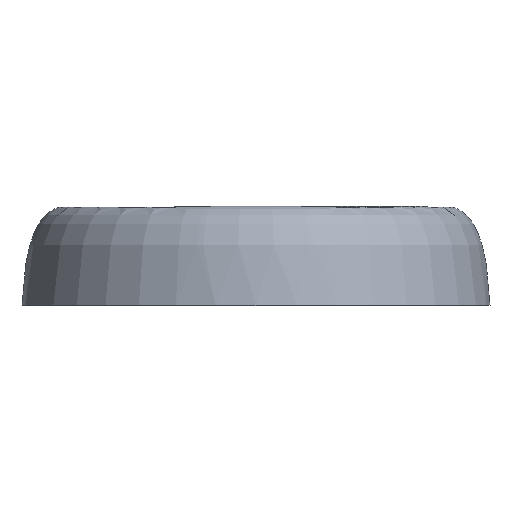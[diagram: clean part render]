
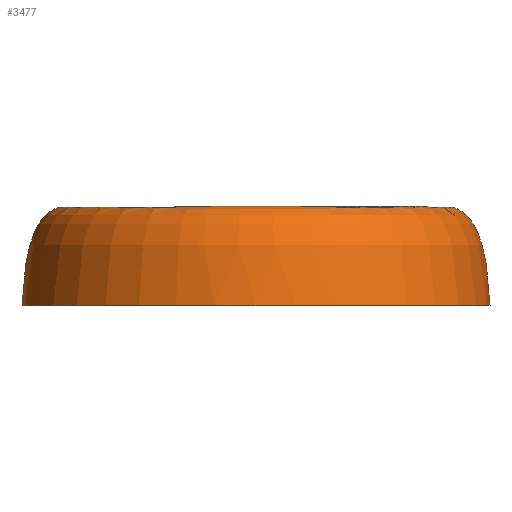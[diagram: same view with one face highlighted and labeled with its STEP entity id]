
A CAD part, top view. The second image highlights one B-rep face of the part: STEP entity #3477.
In plain terms, the highlighted face is a revolution surface.
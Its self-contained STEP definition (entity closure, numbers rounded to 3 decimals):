
#17=CARTESIAN_POINT('',(-30.25,0.,0.));
#18=CARTESIAN_POINT('',(-30.197,1.51,0.));
#19=CARTESIAN_POINT('',(-30.039,3.693,0.));
#20=CARTESIAN_POINT('',(-29.604,6.372,0.));
#21=CARTESIAN_POINT('',(-29.138,8.236,0.));
#22=CARTESIAN_POINT('',(-28.494,9.916,0.));
#23=CARTESIAN_POINT('',(-27.761,11.113,0.));
#24=CARTESIAN_POINT('',(-27.006,11.895,0.));
#25=CARTESIAN_POINT('',(-26.332,12.371,0.));
#26=CARTESIAN_POINT('',(-25.774,12.602,
0.));
#27=CARTESIAN_POINT('',(-25.45,12.684,0.));
#28=CARTESIAN_POINT('',(-25.43,12.689,0.));
#35=CARTESIAN_POINT('',(30.25,0.,0.));
#36=CARTESIAN_POINT('',(30.197,1.51,0.));
#37=CARTESIAN_POINT('',(30.039,3.693,0.));
#38=CARTESIAN_POINT('',(29.604,6.372,0.));
#39=CARTESIAN_POINT('',(29.138,8.236,0.));
#40=CARTESIAN_POINT('',(28.494,9.916,0.));
#41=CARTESIAN_POINT('',(27.761,11.113,0.));
#42=CARTESIAN_POINT('',(27.006,11.895,0.));
#43=CARTESIAN_POINT('',(26.332,12.371,0.));
#44=CARTESIAN_POINT('',(25.774,12.602,0.));
#45=CARTESIAN_POINT('',(25.45,12.684,0.));
#46=CARTESIAN_POINT('',(25.43,12.689,0.));
#58=CARTESIAN_POINT('',(5.703,12.8,23.806));
#59=CARTESIAN_POINT('',(5.731,12.8,23.882));
#60=CARTESIAN_POINT('',(5.802,12.796,24.025));
#61=CARTESIAN_POINT('',(5.962,12.777,24.221));
#62=CARTESIAN_POINT('',(6.158,12.75,24.371));
#63=CARTESIAN_POINT('',(6.37,12.723,24.465));
#64=CARTESIAN_POINT('',(6.577,12.702,24.506));
#65=CARTESIAN_POINT('',(6.767,12.691,24.504));
#66=CARTESIAN_POINT('',(6.877,12.689,24.483));
#67=CARTESIAN_POINT('',(6.928,12.689,24.468));
#69=CARTESIAN_POINT('',(0.,12.689,0.));
#70=DIRECTION('',(0.,1.,0.));
#71=DIRECTION('',(0.272,0.,0.962));
#72=AXIS2_PLACEMENT_3D('',#69,#70,#71);
#74=CARTESIAN_POINT('',(0.,0.,0.));
#75=DIRECTION('',(0.,-1.,0.));
#76=DIRECTION('',(1.,0.,0.));
#77=AXIS2_PLACEMENT_3D('',#74,#75,#76);
#79=CARTESIAN_POINT('',(0.,12.689,0.));
#80=DIRECTION('',(0.,1.,0.));
#81=DIRECTION('',(-1.,0.,0.));
#82=AXIS2_PLACEMENT_3D('',#79,#80,#81);
#84=CARTESIAN_POINT('',(-6.928,12.689,24.468));
#85=CARTESIAN_POINT('',(-6.859,12.689,24.487));
#86=CARTESIAN_POINT('',(-6.72,12.693,24.51));
#87=CARTESIAN_POINT('',(-6.502,12.709,24.498));
#88=CARTESIAN_POINT('',(-6.289,12.733,24.435));
#89=CARTESIAN_POINT('',(-6.098,12.758,24.33));
#90=CARTESIAN_POINT('',(-5.934,12.78,24.19));
#91=CARTESIAN_POINT('',(-5.795,12.796,24.011));
#92=CARTESIAN_POINT('',(-5.73,12.8,23.878));
#93=CARTESIAN_POINT('',(-5.703,12.8,23.806));
#95=CARTESIAN_POINT('',(0.,12.8,0.));
#96=DIRECTION('',(0.,1.,0.));
#97=DIRECTION('',(-0.233,0.,0.972));
#98=AXIS2_PLACEMENT_3D('',#95,#96,#97);
#206=CARTESIAN_POINT('',(5.703,12.8,23.806));
#2861=CARTESIAN_POINT('',(30.25,0.,0.));
#2862=CARTESIAN_POINT('',(-30.25,0.,0.));
#2863=VERTEX_POINT('',#2861);
#2864=VERTEX_POINT('',#2862);
#3053=VERTEX_POINT('',#206);
#3055=VERTEX_POINT('',#67);
#3056=CARTESIAN_POINT('',(25.43,12.689,
0.));
#3057=VERTEX_POINT('',#3056);
#3058=CARTESIAN_POINT('',(-25.43,12.689,0.));
#3059=VERTEX_POINT('',#3058);
#3060=CARTESIAN_POINT('',(-6.928,12.689,24.468));
#3061=VERTEX_POINT('',#3060);
#3064=VERTEX_POINT('',#93);
#3450=CARTESIAN_POINT('',(24.327,12.797,0.));
#3451=CARTESIAN_POINT('',(25.121,12.824,0.));
#3452=CARTESIAN_POINT('',(26.327,12.483,0.));
#3453=CARTESIAN_POINT('',(27.582,11.396,0.));
#3454=CARTESIAN_POINT('',(28.483,9.943,0.));
#3455=CARTESIAN_POINT('',(29.357,7.666,0.));
#3456=CARTESIAN_POINT('',(29.997,4.351,0.));
#3457=CARTESIAN_POINT('',(30.205,1.386,0.));
#3458=CARTESIAN_POINT('',(30.255,-0.154,0.));
#3460=CARTESIAN_POINT('',(0.,13.44,0.));
#3461=DIRECTION('',(0.,-1.,0.));
#3462=AXIS1_PLACEMENT('',#3460,#3461);
#3463=SURFACE_OF_REVOLUTION('',#3459,#3462);
#3465=ORIENTED_EDGE('',*,*,#3464,.T.);
#3466=ORIENTED_EDGE('',*,*,#3437,.T.);
#3467=ORIENTED_EDGE('',*,*,#3426,.F.);
#3468=ORIENTED_EDGE('',*,*,#3397,.T.);
#3469=ORIENTED_EDGE('',*,*,#3423,.T.);
#3470=ORIENTED_EDGE('',*,*,#3445,.T.);
#3472=ORIENTED_EDGE('',*,*,#3471,.T.);
#3474=ORIENTED_EDGE('',*,*,#3473,.T.);
#3475=EDGE_LOOP('',(#3465,#3466,#3467,#3468,#3469,#3470,#3472,#3474));
#3476=FACE_OUTER_BOUND('',#3475,.F.);
#3477=ADVANCED_FACE('',(#3476),#3463,.T.);
#29=B_SPLINE_CURVE_WITH_KNOTS('',3,(#17,#18,#19,#20,#21,#22,#23,#24,#25,#26,#27,
#28),.UNSPECIFIED.,.F.,.F.,(4,1,1,1,1,1,1,1,1,4),(0.,0.265,
0.398,0.531,0.664,0.796,
0.863,0.929,0.996,1.),.UNSPECIFIED.);
#47=B_SPLINE_CURVE_WITH_KNOTS('',3,(#35,#36,#37,#38,#39,#40,#41,#42,#43,#44,#45,
#46),.UNSPECIFIED.,.F.,.F.,(4,1,1,1,1,1,1,1,1,4),(0.,0.265,
0.398,0.531,0.664,0.796,
0.863,0.929,0.996,1.),.UNSPECIFIED.);
#68=B_SPLINE_CURVE_WITH_KNOTS('',3,(#58,#59,#60,#61,#62,#63,#64,#65,#66,#67),
.UNSPECIFIED.,.F.,.F.,(4,1,1,1,1,1,1,4),(0.,0.143,
0.286,0.429,0.571,0.714,
0.857,1.),.UNSPECIFIED.);
#73=CIRCLE('',#72,25.43);
#78=CIRCLE('',#77,30.25);
#83=CIRCLE('',#82,25.43);
#94=B_SPLINE_CURVE_WITH_KNOTS('',3,(#84,#85,#86,#87,#88,#89,#90,#91,#92,#93),
.UNSPECIFIED.,.F.,.F.,(4,1,1,1,1,1,1,4),(0.,0.143,
0.286,0.429,0.571,0.714,
0.857,1.),.UNSPECIFIED.);
#99=CIRCLE('',#98,24.48);
#3397=EDGE_CURVE('',#2863,#2864,#78,.T.);
#3423=EDGE_CURVE('',#2864,#3059,#29,.T.);
#3426=EDGE_CURVE('',#2863,#3057,#47,.T.);
#3437=EDGE_CURVE('',#3055,#3057,#73,.T.);
#3445=EDGE_CURVE('',#3059,#3061,#83,.T.);
#3459=B_SPLINE_CURVE_WITH_KNOTS('',3,(#3450,#3451,#3452,#3453,#3454,#3455,#3456,
#3457,#3458),.UNSPECIFIED.,.F.,.F.,(4,1,1,1,1,1,4),(0.,0.125,0.25,0.375,
0.5,0.75,1.),.UNSPECIFIED.);
#3464=EDGE_CURVE('',#3053,#3055,#68,.T.);
#3471=EDGE_CURVE('',#3061,#3064,#94,.T.);
#3473=EDGE_CURVE('',#3064,#3053,#99,.T.);
